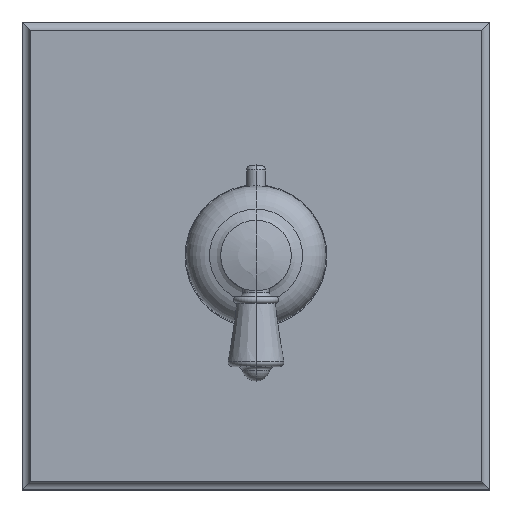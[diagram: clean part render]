
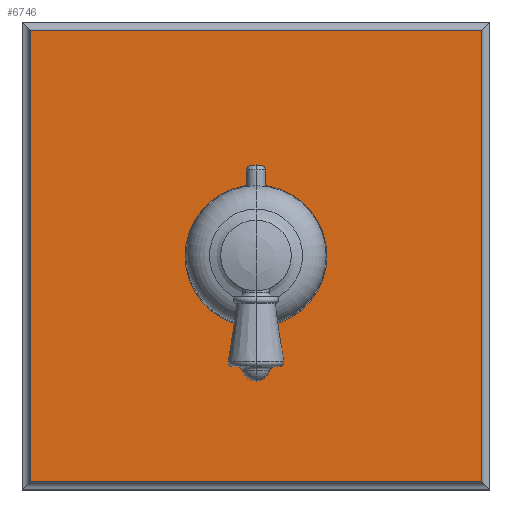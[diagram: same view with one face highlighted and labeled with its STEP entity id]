
A CAD part, top view. The second image highlights one B-rep face of the part: STEP entity #6746.
In plain terms, the highlighted planar face has unit normal (0, 0, 1).
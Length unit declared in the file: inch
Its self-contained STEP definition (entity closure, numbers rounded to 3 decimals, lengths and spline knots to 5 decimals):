
#2=DIRECTION('',(0.,-1.,0.));
#3=VECTOR('',#2,6.27);
#4=CARTESIAN_POINT('',(-3.135,3.135,0.313));
#5=LINE('',#4,#3);
#6=CARTESIAN_POINT('',(0.,0.,0.313));
#7=DIRECTION('',(0.,0.,-1.));
#8=DIRECTION('',(-1.,0.,0.));
#9=AXIS2_PLACEMENT_3D('',#6,#7,#8);
#11=CARTESIAN_POINT('',(0.,0.,0.313));
#12=DIRECTION('',(0.,0.,-1.));
#13=DIRECTION('',(1.,0.,0.));
#14=AXIS2_PLACEMENT_3D('',#11,#12,#13);
#16=DIRECTION('',(-1.,0.,0.));
#17=VECTOR('',#16,6.27);
#18=CARTESIAN_POINT('',(3.135,3.135,0.313));
#19=LINE('',#18,#17);
#138=DIRECTION('',(1.,0.,0.));
#139=VECTOR('',#138,6.27);
#140=CARTESIAN_POINT('',(-3.135,-3.135,0.313));
#141=LINE('',#140,#139);
#183=DIRECTION('',(0.,1.,0.));
#184=VECTOR('',#183,6.27);
#185=CARTESIAN_POINT('',(3.135,-3.135,0.313));
#186=LINE('',#185,#184);
#5696=CARTESIAN_POINT('',(-3.135,3.135,0.313));
#5697=CARTESIAN_POINT('',(-3.135,-3.135,0.313));
#5698=VERTEX_POINT('',#5696);
#5699=VERTEX_POINT('',#5697);
#5704=CARTESIAN_POINT('',(3.135,-3.135,0.313));
#5705=VERTEX_POINT('',#5704);
#5708=CARTESIAN_POINT('',(3.135,3.135,0.313));
#5709=VERTEX_POINT('',#5708);
#5716=CARTESIAN_POINT('',(-0.985,0.,0.313));
#5717=CARTESIAN_POINT('',(0.985,0.,0.313));
#5718=VERTEX_POINT('',#5716);
#5719=VERTEX_POINT('',#5717);
#6726=CARTESIAN_POINT('',(0.,0.,0.313));
#6727=DIRECTION('',(0.,0.,1.));
#6728=DIRECTION('',(1.,0.,0.));
#6729=AXIS2_PLACEMENT_3D('',#6726,#6727,#6728);
#6730=PLANE('',#6729);
#6731=ORIENTED_EDGE('',*,*,#6715,.F.);
#6733=ORIENTED_EDGE('',*,*,#6732,.F.);
#6735=ORIENTED_EDGE('',*,*,#6734,.F.);
#6737=ORIENTED_EDGE('',*,*,#6736,.F.);
#6738=EDGE_LOOP('',(#6731,#6733,#6735,#6737));
#6739=FACE_OUTER_BOUND('',#6738,.F.);
#6741=ORIENTED_EDGE('',*,*,#6740,.F.);
#6743=ORIENTED_EDGE('',*,*,#6742,.F.);
#6744=EDGE_LOOP('',(#6741,#6743));
#6745=FACE_BOUND('',#6744,.F.);
#6746=ADVANCED_FACE('',(#6739,#6745),#6730,.T.);
#10=CIRCLE('',#9,0.985);
#15=CIRCLE('',#14,0.985);
#6715=EDGE_CURVE('',#5698,#5699,#5,.T.);
#6732=EDGE_CURVE('',#5709,#5698,#19,.T.);
#6734=EDGE_CURVE('',#5705,#5709,#186,.T.);
#6736=EDGE_CURVE('',#5699,#5705,#141,.T.);
#6740=EDGE_CURVE('',#5718,#5719,#10,.T.);
#6742=EDGE_CURVE('',#5719,#5718,#15,.T.);
